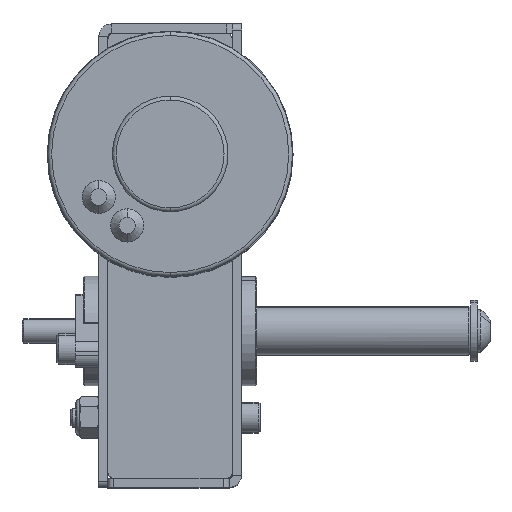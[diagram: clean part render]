
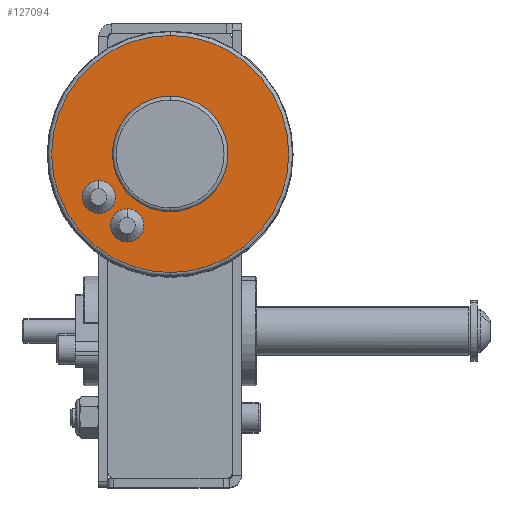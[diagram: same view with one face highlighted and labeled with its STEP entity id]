
A CAD part, top view. The second image highlights one B-rep face of the part: STEP entity #127094.
In plain terms, the highlighted face is planar.
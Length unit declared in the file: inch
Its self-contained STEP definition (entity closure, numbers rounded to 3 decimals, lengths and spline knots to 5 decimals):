
#24727 = AXIS2_PLACEMENT_3D ( 'NONE', #31866, #31869, #31871 ) ;
#24731 = AXIS2_PLACEMENT_3D ( 'NONE', #31879, #31883, #31885 ) ;
#24735 = AXIS2_PLACEMENT_3D ( 'NONE', #31922, #31925, #31927 ) ;
#24741 = AXIS2_PLACEMENT_3D ( 'NONE', #32011, #32014, #32016 ) ;
#24745 = AXIS2_PLACEMENT_3D ( 'NONE', #32029, #32046, #32048 ) ;
#24746 = AXIS2_PLACEMENT_3D ( 'NONE', #32035, #32039, #32041 ) ;
#24748 = AXIS2_PLACEMENT_3D ( 'NONE', #32037, #32053, #32055 ) ;
#25788 = CIRCLE ( 'NONE', #24727, 0.17 ) ;
#25791 = CIRCLE ( 'NONE', #24731, 0.592 ) ;
#25802 = CIRCLE ( 'NONE', #24735, 0.17 ) ;
#25825 = CIRCLE ( 'NONE', #24741, 1.21563 ) ;
#25827 = CIRCLE ( 'NONE', #24746, 0.17 ) ;
#25828 = CIRCLE ( 'NONE', #24745, 0.17 ) ;
#25829 = CIRCLE ( 'NONE', #24748, 0.592 ) ;
#31866 = CARTESIAN_POINT ( 'NONE',  ( 2.13256, 4.74423, -3.762 ) ) ;
#31869 = DIRECTION ( 'NONE',  ( 0., 0., -1. ) ) ;
#31871 = DIRECTION ( 'NONE',  ( -1., 0., 0. ) ) ;
#31879 = CARTESIAN_POINT ( 'NONE',  ( 1.4, 4.303, -3.762 ) ) ;
#31883 = DIRECTION ( 'NONE',  ( 0., 0., -1. ) ) ;
#31885 = DIRECTION ( 'NONE',  ( -1., 0., 0. ) ) ;
#31922 = CARTESIAN_POINT ( 'NONE',  ( 1.84123, 5.03556, -3.762 ) ) ;
#31925 = DIRECTION ( 'NONE',  ( 0., 0., -1. ) ) ;
#31927 = DIRECTION ( 'NONE',  ( -1., 0., 0. ) ) ;
#32011 = CARTESIAN_POINT ( 'NONE',  ( 1.4, 4.303, -3.762 ) ) ;
#32014 = DIRECTION ( 'NONE',  ( 0., 0., -1. ) ) ;
#32016 = DIRECTION ( 'NONE',  ( -1., 0., 0. ) ) ;
#32029 = CARTESIAN_POINT ( 'NONE',  ( 2.13256, 4.74423, -3.762 ) ) ;
#32035 = CARTESIAN_POINT ( 'NONE',  ( 1.84123, 5.03556, -3.762 ) ) ;
#32037 = CARTESIAN_POINT ( 'NONE',  ( 1.4, 4.303, -3.762 ) ) ;
#32039 = DIRECTION ( 'NONE',  ( 0., 0., -1. ) ) ;
#32041 = DIRECTION ( 'NONE',  ( -1., 0., 0. ) ) ;
#32046 = DIRECTION ( 'NONE',  ( 0., 0., -1. ) ) ;
#32048 = DIRECTION ( 'NONE',  ( -1., 0., 0. ) ) ;
#32053 = DIRECTION ( 'NONE',  ( 0., 0., -1. ) ) ;
#32055 = DIRECTION ( 'NONE',  ( -1., 0., 0. ) ) ;
#34709 = CARTESIAN_POINT ( 'NONE',  ( 2.30256, 4.74423, -3.762 ) ) ;
#34710 = CARTESIAN_POINT ( 'NONE',  ( 0.18437, 4.303, -3.762 ) ) ;
#34732 = CARTESIAN_POINT ( 'NONE',  ( 2.01123, 5.03556, -3.762 ) ) ;
#34769 = CARTESIAN_POINT ( 'NONE',  ( 1.67123, 5.03556, -3.762 ) ) ;
#34798 = CARTESIAN_POINT ( 'NONE',  ( 0.808, 4.303, -3.762 ) ) ;
#34804 = CARTESIAN_POINT ( 'NONE',  ( 1.992, 4.303, -3.762 ) ) ;
#34857 = CARTESIAN_POINT ( 'NONE',  ( 2.61563, 4.303, -3.762 ) ) ;
#65823 = EDGE_CURVE ( 'NONE', #95627, #66909, #25788, .T. ) ;
#65828 = EDGE_CURVE ( 'NONE', #67084, #67095, #25791, .T. ) ;
#65844 = EDGE_CURVE ( 'NONE', #67029, #66955, #25802, .T. ) ;
#65876 = EDGE_CURVE ( 'NONE', #67201, #66911, #25825, .T. ) ;
#65886 = EDGE_CURVE ( 'NONE', #66955, #67029, #25827, .T. ) ;
#65888 = EDGE_CURVE ( 'NONE', #66909, #95627, #25828, .T. ) ;
#65891 = EDGE_CURVE ( 'NONE', #67095, #67084, #25829, .T. ) ;
#66909 = VERTEX_POINT ( 'NONE', #34709 ) ;
#66911 = VERTEX_POINT ( 'NONE', #34710 ) ;
#66955 = VERTEX_POINT ( 'NONE', #34732 ) ;
#67029 = VERTEX_POINT ( 'NONE', #34769 ) ;
#67084 = VERTEX_POINT ( 'NONE', #34798 ) ;
#67095 = VERTEX_POINT ( 'NONE', #34804 ) ;
#67201 = VERTEX_POINT ( 'NONE', #34857 ) ;
#70905 = AXIS2_PLACEMENT_3D ( 'NONE', #94529, #94617, #94618 ) ;
#71218 = AXIS2_PLACEMENT_3D ( 'NONE', #105181, #105194, #105195 ) ;
#73245 = ORIENTED_EDGE ( 'NONE', *, *, #65823, .F. ) ;
#73246 = ORIENTED_EDGE ( 'NONE', *, *, #65876, .T. ) ;
#73247 = ORIENTED_EDGE ( 'NONE', *, *, #128975, .T. ) ;
#73302 = ORIENTED_EDGE ( 'NONE', *, *, #65828, .F. ) ;
#73303 = ORIENTED_EDGE ( 'NONE', *, *, #65891, .F. ) ;
#73304 = ORIENTED_EDGE ( 'NONE', *, *, #65886, .F. ) ;
#73305 = ORIENTED_EDGE ( 'NONE', *, *, #65844, .F. ) ;
#73306 = ORIENTED_EDGE ( 'NONE', *, *, #65888, .F. ) ;
#92187 = CARTESIAN_POINT ( 'NONE',  ( 1.96256, 4.74423, -3.762 ) ) ;
#93555 = FACE_OUTER_BOUND ( 'NONE', #123177, .T. ) ;
#93564 = FACE_BOUND ( 'NONE', #123189, .T. ) ;
#93566 = FACE_BOUND ( 'NONE', #123192, .T. ) ;
#93568 = FACE_BOUND ( 'NONE', #123195, .T. ) ;
#94529 = CARTESIAN_POINT ( 'NONE',  ( 1.4, 4.303, -3.762 ) ) ;
#94607 = PLANE ( 'NONE',  #70905 ) ;
#94617 = DIRECTION ( 'NONE',  ( 0., 0., -1. ) ) ;
#94618 = DIRECTION ( 'NONE',  ( -1., 0., 0. ) ) ;
#95627 = VERTEX_POINT ( 'NONE', #92187 ) ;
#103599 = CIRCLE ( 'NONE', #71218, 1.21563 ) ;
#105181 = CARTESIAN_POINT ( 'NONE',  ( 1.4, 4.303, -3.762 ) ) ;
#105194 = DIRECTION ( 'NONE',  ( 0., 0., -1. ) ) ;
#105195 = DIRECTION ( 'NONE',  ( -1., 0., 0. ) ) ;
#123177 = EDGE_LOOP ( 'NONE', ( #73247, #73246 ) ) ;
#123189 = EDGE_LOOP ( 'NONE', ( #73245, #73306 ) ) ;
#123192 = EDGE_LOOP ( 'NONE', ( #73305, #73304 ) ) ;
#123195 = EDGE_LOOP ( 'NONE', ( #73303, #73302 ) ) ;
#127094 = ADVANCED_FACE ( 'NONE', ( #93555, #93564, #93566, #93568 ), #94607, .T. ) ;
#128975 = EDGE_CURVE ( 'NONE', #66911, #67201, #103599, .T. ) ;
